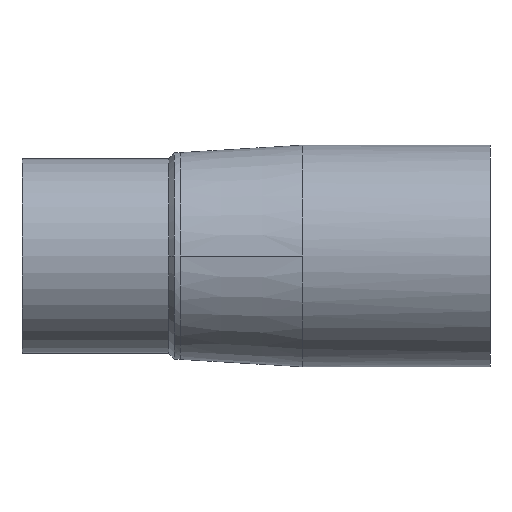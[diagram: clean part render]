
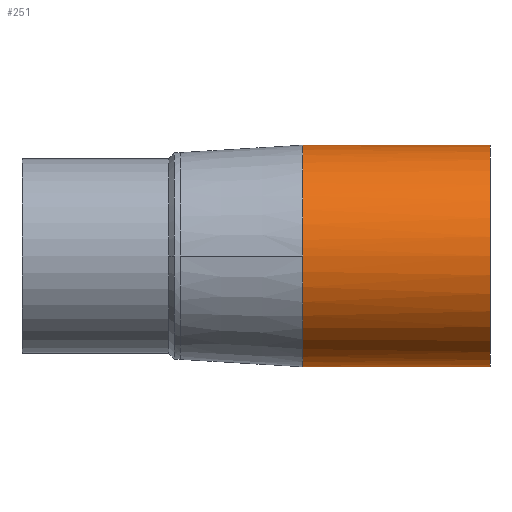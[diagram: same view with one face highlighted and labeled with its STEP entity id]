
A CAD part, front view. The second image highlights one B-rep face of the part: STEP entity #251.
In plain terms, the highlighted cylindrical face has radius 62.5 mm (diameter 125 mm), a partial arc.
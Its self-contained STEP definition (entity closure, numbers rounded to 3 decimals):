
#127 = EDGE_CURVE( '', #209, #273, #341, .T. );
#197 = EDGE_CURVE( '', #241, #209, #419, .T. );
#209 = VERTEX_POINT( '', #431 );
#241 = VERTEX_POINT( '', #464 );
#251 = ADVANCED_FACE( '', ( #474 ), #475, .T. );
#271 = VERTEX_POINT( '', #497 );
#273 = VERTEX_POINT( '', #499 );
#297 = EDGE_CURVE( '', #271, #241, #527, .T. );
#305 = VERTEX_POINT( '', #538 );
#313 = EDGE_CURVE( '', #273, #305, #546, .T. );
#317 = EDGE_CURVE( '', #305, #271, #550, .T. );
#341 = CIRCLE( '', #585, 62.5 );
#419 = LINE( '', #1587, #1588 );
#431 = CARTESIAN_POINT( '', ( 264., 0., -62.5 ) );
#464 = CARTESIAN_POINT( '', ( 158.5, 0., -62.5 ) );
#474 = FACE_OUTER_BOUND( '', #1692, .T. );
#475 = CYLINDRICAL_SURFACE( '', #1693, 62.5 );
#497 = CARTESIAN_POINT( '', ( 158.5, -62.5, 0. ) );
#499 = CARTESIAN_POINT( '', ( 264., 0., 62.5 ) );
#527 = B_SPLINE_CURVE_WITH_KNOTS( '', 3, ( #2056, #2057, #2058, #2059, #2060, #2061, #2062, #2063, #2064, #2065, #2066 ), .UNSPECIFIED., .F., .F., ( 4, 1, 1, 1, 1, 1, 1, 1, 4 ), ( 3.142, 3.338, 3.534, 3.731, 3.927, 4.123, 4.32, 4.516, 4.712 ), .UNSPECIFIED. );
#538 = CARTESIAN_POINT( '', ( 158.5, 0., 62.5 ) );
#546 = LINE( '', #2095, #2096 );
#550 = B_SPLINE_CURVE_WITH_KNOTS( '', 3, ( #2103, #2104, #2105, #2106, #2107, #2108, #2109, #2110, #2111, #2112, #2113 ), .UNSPECIFIED., .F., .F., ( 4, 1, 1, 1, 1, 1, 1, 1, 4 ), ( 1.571, 1.767, 1.963, 2.16, 2.356, 2.553, 2.749, 2.945, 3.142 ), .UNSPECIFIED. );
#585 = AXIS2_PLACEMENT_3D( '', #2121, #2122, #2123 );
#1587 = CARTESIAN_POINT( '', ( 158.5, 0., -62.5 ) );
#1588 = VECTOR( '', #2214, 1. );
#1692 = EDGE_LOOP( '', ( #2243, #2244, #2245, #2246, #2247 ) );
#1693 = AXIS2_PLACEMENT_3D( '', #2248, #2249, #2250 );
#2056 = CARTESIAN_POINT( '', ( 158.5, -62.5, 0. ) );
#2057 = CARTESIAN_POINT( '', ( 158.5, -62.5, -4.091 ) );
#2058 = CARTESIAN_POINT( '', ( 158.5, -61.694, -12.272 ) );
#2059 = CARTESIAN_POINT( '', ( 158.5, -58.115, -24.072 ) );
#2060 = CARTESIAN_POINT( '', ( 158.5, -52.302, -34.947 ) );
#2061 = CARTESIAN_POINT( '', ( 158.5, -44.479, -44.479 ) );
#2062 = CARTESIAN_POINT( '', ( 158.5, -34.947, -52.302 ) );
#2063 = CARTESIAN_POINT( '', ( 158.5, -24.072, -58.115 ) );
#2064 = CARTESIAN_POINT( '', ( 158.5, -12.272, -61.694 ) );
#2065 = CARTESIAN_POINT( '', ( 158.5, -4.091, -62.5 ) );
#2066 = CARTESIAN_POINT( '', ( 158.5, 0., -62.5 ) );
#2095 = CARTESIAN_POINT( '', ( 158.5, 0., 62.5 ) );
#2096 = VECTOR( '', #2324, 1. );
#2103 = CARTESIAN_POINT( '', ( 158.5, 0., 62.5 ) );
#2104 = CARTESIAN_POINT( '', ( 158.5, -4.091, 62.5 ) );
#2105 = CARTESIAN_POINT( '', ( 158.5, -12.272, 61.694 ) );
#2106 = CARTESIAN_POINT( '', ( 158.5, -24.072, 58.115 ) );
#2107 = CARTESIAN_POINT( '', ( 158.5, -34.947, 52.302 ) );
#2108 = CARTESIAN_POINT( '', ( 158.5, -44.479, 44.479 ) );
#2109 = CARTESIAN_POINT( '', ( 158.5, -52.302, 34.947 ) );
#2110 = CARTESIAN_POINT( '', ( 158.5, -58.115, 24.072 ) );
#2111 = CARTESIAN_POINT( '', ( 158.5, -61.694, 12.272 ) );
#2112 = CARTESIAN_POINT( '', ( 158.5, -62.5, 4.091 ) );
#2113 = CARTESIAN_POINT( '', ( 158.5, -62.5, 0. ) );
#2121 = CARTESIAN_POINT( '', ( 264., 0., 0. ) );
#2122 = DIRECTION( '', ( -1., 0., 0. ) );
#2123 = DIRECTION( '', ( 0., 0., -1. ) );
#2214 = DIRECTION( '', ( 1., 0., 0. ) );
#2243 = ORIENTED_EDGE( '', *, *, #197, .T. );
#2244 = ORIENTED_EDGE( '', *, *, #127, .T. );
#2245 = ORIENTED_EDGE( '', *, *, #313, .T. );
#2246 = ORIENTED_EDGE( '', *, *, #317, .T. );
#2247 = ORIENTED_EDGE( '', *, *, #297, .T. );
#2248 = CARTESIAN_POINT( '', ( 158.5, 0., 0. ) );
#2249 = DIRECTION( '', ( -1., 0., 0. ) );
#2250 = DIRECTION( '', ( 0., 0., -1. ) );
#2324 = DIRECTION( '', ( -1., 0., 0. ) );
